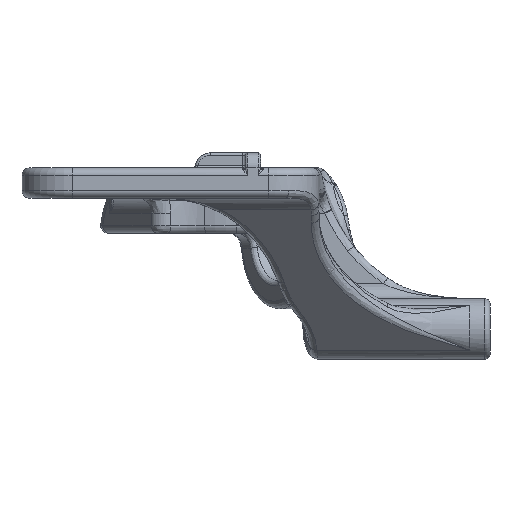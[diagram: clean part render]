
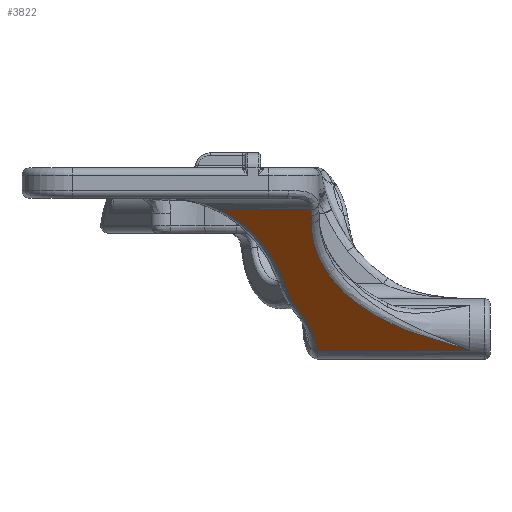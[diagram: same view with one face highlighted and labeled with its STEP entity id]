
A CAD part, left-side view. The second image highlights one B-rep face of the part: STEP entity #3822.
In plain terms, the highlighted planar face has unit normal (-0.707, 0, -0.707).
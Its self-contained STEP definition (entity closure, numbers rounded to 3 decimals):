
#76=ELLIPSE('',#4222,9.546,6.75);
#78=ELLIPSE('',#4230,18.031,12.75);
#81=ELLIPSE('',#4248,6.01,4.25);
#207=PLANE('',#4247);
#458=FACE_OUTER_BOUND('',#718,.T.);
#718=EDGE_LOOP('',(#3276,#3277,#3278,#3279,#3280,#3281,#3282,#3283,#3284,
#3285));
#894=LINE('',#7244,#1032);
#911=LINE('',#8469,#1049);
#919=LINE('',#8765,#1057);
#920=LINE('',#8768,#1058);
#1032=VECTOR('',#4909,10.);
#1049=VECTOR('',#5078,10.);
#1057=VECTOR('',#5132,10.);
#1058=VECTOR('',#5135,10.);
#1455=B_SPLINE_CURVE_WITH_KNOTS('',3,(#8495,#8496,#8497,#8498),
 .UNSPECIFIED.,.F.,.F.,(4,4),(0.,0.207),.UNSPECIFIED.);
#1460=B_SPLINE_CURVE_WITH_KNOTS('',3,(#8600,#8601,#8602,#8603),
 .UNSPECIFIED.,.F.,.F.,(4,4),(-0.115,0.),
 .UNSPECIFIED.);
#1467=B_SPLINE_CURVE_WITH_KNOTS('',3,(#8752,#8753,#8754,#8755,#8756,#8757,
#8758,#8759,#8760,#8761,#8762,#8763),.UNSPECIFIED.,.F.,.F.,(4,2,1,1,1,1,
1,1,4),(-0.002,0.,0.509,1.019,1.528,
1.782,2.037,2.292,2.546),
 .UNSPECIFIED.);
#1729=VERTEX_POINT('',#7241);
#1730=VERTEX_POINT('',#7243);
#1786=VERTEX_POINT('',#8463);
#1787=VERTEX_POINT('',#8467);
#1788=VERTEX_POINT('',#8494);
#1791=VERTEX_POINT('',#8533);
#1793=VERTEX_POINT('',#8537);
#1806=VERTEX_POINT('',#8751);
#1807=VERTEX_POINT('',#8764);
#1808=VERTEX_POINT('',#8766);
#2176=EDGE_CURVE('',#1729,#1730,#894,.T.);
#2286=EDGE_CURVE('',#1786,#1730,#76,.T.);
#2288=EDGE_CURVE('',#1787,#1786,#911,.T.);
#2289=EDGE_CURVE('',#1788,#1787,#1455,.T.);
#2296=EDGE_CURVE('',#1791,#1793,#78,.T.);
#2300=EDGE_CURVE('',#1793,#1788,#1460,.T.);
#2323=EDGE_CURVE('',#1729,#1806,#1467,.T.);
#2324=EDGE_CURVE('',#1806,#1807,#919,.T.);
#2325=EDGE_CURVE('',#1807,#1808,#81,.T.);
#2326=EDGE_CURVE('',#1808,#1791,#920,.T.);
#3276=ORIENTED_EDGE('',*,*,#2286,.T.);
#3277=ORIENTED_EDGE('',*,*,#2176,.F.);
#3278=ORIENTED_EDGE('',*,*,#2323,.T.);
#3279=ORIENTED_EDGE('',*,*,#2324,.T.);
#3280=ORIENTED_EDGE('',*,*,#2325,.T.);
#3281=ORIENTED_EDGE('',*,*,#2326,.T.);
#3282=ORIENTED_EDGE('',*,*,#2296,.T.);
#3283=ORIENTED_EDGE('',*,*,#2300,.T.);
#3284=ORIENTED_EDGE('',*,*,#2289,.T.);
#3285=ORIENTED_EDGE('',*,*,#2288,.T.);
#3822=ADVANCED_FACE('',(#458),#207,.F.);
#4222=AXIS2_PLACEMENT_3D('',#8465,#5072,#5073);
#4230=AXIS2_PLACEMENT_3D('',#8539,#5090,#5091);
#4247=AXIS2_PLACEMENT_3D('',#8750,#5130,#5131);
#4248=AXIS2_PLACEMENT_3D('',#8767,#5133,#5134);
#4909=DIRECTION('',(0.,1.,0.));
#5072=DIRECTION('center_axis',(0.707,0.,
0.707));
#5073=DIRECTION('ref_axis',(-0.707,0.,0.707));
#5078=DIRECTION('',(0.625,-0.467,-0.625));
#5090=DIRECTION('center_axis',(0.707,0.,
0.707));
#5091=DIRECTION('ref_axis',(-0.707,0.,0.707));
#5130=DIRECTION('center_axis',(0.707,0.,
0.707));
#5131=DIRECTION('ref_axis',(-0.707,0.,0.707));
#5132=DIRECTION('',(-0.707,0.,0.707));
#5133=DIRECTION('center_axis',(-0.707,0.,
-0.707));
#5134=DIRECTION('ref_axis',(-0.707,0.,0.707));
#5135=DIRECTION('',(0.,1.,0.));
#7241=CARTESIAN_POINT('',(17.879,-21.5,-38.121));
#7243=CARTESIAN_POINT('',(17.879,-6.331,-38.121));
#7244=CARTESIAN_POINT('',(17.879,-23.5,-38.121));
#8463=CARTESIAN_POINT('',(14.622,-5.033,-34.864));
#8465=CARTESIAN_POINT('Origin',(18.664,0.373,-38.907));
#8467=CARTESIAN_POINT('',(13.335,-4.07,-33.577));
#8469=CARTESIAN_POINT('',(11.448,-2.66,-31.691));
#8494=CARTESIAN_POINT('',(11.964,-3.359,-32.206));
#8495=CARTESIAN_POINT('Ctrl Pts',(11.964,-3.359,-32.206));
#8496=CARTESIAN_POINT('Ctrl Pts',(12.434,-3.542,-32.677));
#8497=CARTESIAN_POINT('Ctrl Pts',(12.903,-3.748,-33.146));
#8498=CARTESIAN_POINT('Ctrl Pts',(13.335,-4.07,-33.577));
#8533=CARTESIAN_POINT('',(3.929,3.209,-24.172));
#8537=CARTESIAN_POINT('',(11.175,-3.069,-31.418));
#8539=CARTESIAN_POINT('Origin',(15.288,9.,-35.53));
#8600=CARTESIAN_POINT('Ctrl Pts',(11.175,-3.069,-31.418));
#8601=CARTESIAN_POINT('Ctrl Pts',(11.439,-3.159,-31.682));
#8602=CARTESIAN_POINT('Ctrl Pts',(11.702,-3.257,-31.944));
#8603=CARTESIAN_POINT('Ctrl Pts',(11.964,-3.359,-32.206));
#8750=CARTESIAN_POINT('Origin',(17.879,-3.,-38.121));
#8751=CARTESIAN_POINT('',(5.251,-5.75,-25.493));
#8752=CARTESIAN_POINT('Ctrl Pts',(17.879,-21.5,-38.121));
#8753=CARTESIAN_POINT('Ctrl Pts',(17.877,-21.495,-38.12));
#8754=CARTESIAN_POINT('Ctrl Pts',(17.876,-21.49,-38.119));
#8755=CARTESIAN_POINT('Ctrl Pts',(17.45,-19.896,-37.692));
#8756=CARTESIAN_POINT('Ctrl Pts',(16.6,-16.722,-36.842));
#8757=CARTESIAN_POINT('Ctrl Pts',(14.745,-12.285,-34.987));
#8758=CARTESIAN_POINT('Ctrl Pts',(12.575,-9.279,-32.817));
#8759=CARTESIAN_POINT('Ctrl Pts',(10.498,-7.482,-30.741));
#8760=CARTESIAN_POINT('Ctrl Pts',(8.834,-6.499,-29.077));
#8761=CARTESIAN_POINT('Ctrl Pts',(7.06,-5.885,-27.303));
#8762=CARTESIAN_POINT('Ctrl Pts',(5.851,-5.75,-26.093));
#8763=CARTESIAN_POINT('Ctrl Pts',(5.251,-5.75,-25.493));
#8764=CARTESIAN_POINT('',(4.47,-5.75,-24.712));
#8765=CARTESIAN_POINT('',(14.129,-5.75,-34.371));
#8766=CARTESIAN_POINT('',(3.929,-5.715,-24.172));
#8767=CARTESIAN_POINT('Origin',(4.47,-1.5,-24.712));
#8768=CARTESIAN_POINT('',(3.929,-3.,-24.172));
